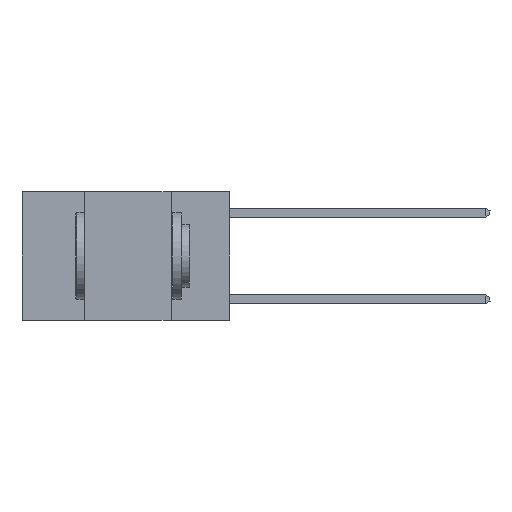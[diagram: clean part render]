
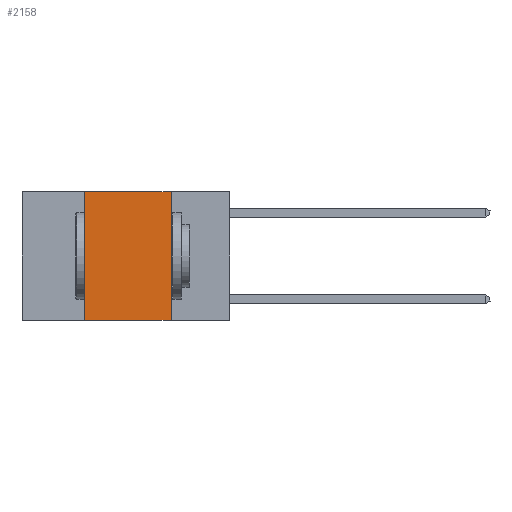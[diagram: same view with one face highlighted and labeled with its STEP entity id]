
A CAD part, left-side view. The second image highlights one B-rep face of the part: STEP entity #2158.
In plain terms, the highlighted planar face has unit normal (-1, 0, 0).
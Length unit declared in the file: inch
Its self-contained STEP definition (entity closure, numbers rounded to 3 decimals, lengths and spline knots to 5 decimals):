
#44 = CARTESIAN_POINT ( 'NONE',  ( 0., 0.6, -0.37 ) ) ;
#129 = VERTEX_POINT ( 'NONE', #10051 ) ;
#321 = ORIENTED_EDGE ( 'NONE', *, *, #2310, .F. ) ;
#587 = LINE ( 'NONE', #44, #8067 ) ;
#1508 = PLANE ( 'NONE',  #12674 ) ;
#1909 = LINE ( 'NONE', #8758, #12005 ) ;
#2158 = ADVANCED_FACE ( 'NONE', ( #3738 ), #1508, .F. ) ;
#2310 = EDGE_CURVE ( 'NONE', #129, #3502, #1909, .T. ) ;
#2492 = ORIENTED_EDGE ( 'NONE', *, *, #10290, .F. ) ;
#2678 = CARTESIAN_POINT ( 'NONE',  ( 0., 0.42, 0. ) ) ;
#3500 = DIRECTION ( 'NONE',  ( 1., 0., 0. ) ) ;
#3502 = VERTEX_POINT ( 'NONE', #2678 ) ;
#3554 = LINE ( 'NONE', #11680, #11363 ) ;
#3738 = FACE_OUTER_BOUND ( 'NONE', #11568, .T. ) ;
#4921 = DIRECTION ( 'NONE',  ( 0., -1., 0. ) ) ;
#5222 = CARTESIAN_POINT ( 'NONE',  ( 0., 0.17, 0. ) ) ;
#5852 = DIRECTION ( 'NONE',  ( 0., 0., 1. ) ) ;
#6331 = EDGE_CURVE ( 'NONE', #129, #12208, #587, .T. ) ;
#6500 = EDGE_CURVE ( 'NONE', #11697, #12208, #11166, .T. ) ;
#7359 = CARTESIAN_POINT ( 'NONE',  ( 0., 0.17, -0.37 ) ) ;
#8067 = VECTOR ( 'NONE', #4921, 39.37008 ) ;
#8737 = ORIENTED_EDGE ( 'NONE', *, *, #6331, .T. ) ;
#8758 = CARTESIAN_POINT ( 'NONE',  ( 0., 0.42, 0. ) ) ;
#8842 = VECTOR ( 'NONE', #12092, 39.37008 ) ;
#9066 = ORIENTED_EDGE ( 'NONE', *, *, #6500, .F. ) ;
#9351 = CARTESIAN_POINT ( 'NONE',  ( 0., 0.6, 0. ) ) ;
#10051 = CARTESIAN_POINT ( 'NONE',  ( 0., 0.42, -0.37 ) ) ;
#10290 = EDGE_CURVE ( 'NONE', #3502, #11697, #3554, .T. ) ;
#10335 = DIRECTION ( 'NONE',  ( 0., 0., -1. ) ) ;
#10575 = CARTESIAN_POINT ( 'NONE',  ( 0., 0.17, 0. ) ) ;
#11166 = LINE ( 'NONE', #5222, #8842 ) ;
#11363 = VECTOR ( 'NONE', #12664, 39.37008 ) ;
#11568 = EDGE_LOOP ( 'NONE', ( #9066, #2492, #321, #8737 ) ) ;
#11680 = CARTESIAN_POINT ( 'NONE',  ( 0., 0.6, 0. ) ) ;
#11697 = VERTEX_POINT ( 'NONE', #10575 ) ;
#12005 = VECTOR ( 'NONE', #5852, 39.37008 ) ;
#12092 = DIRECTION ( 'NONE',  ( 0., 0., -1. ) ) ;
#12208 = VERTEX_POINT ( 'NONE', #7359 ) ;
#12664 = DIRECTION ( 'NONE',  ( 0., -1., 0. ) ) ;
#12674 = AXIS2_PLACEMENT_3D ( 'NONE', #9351, #3500, #10335 ) ;
